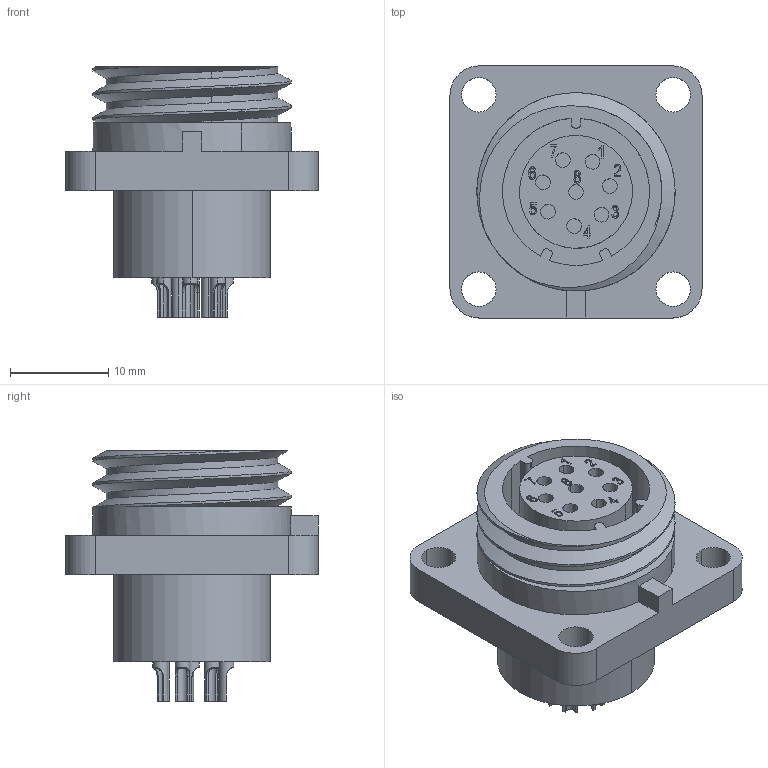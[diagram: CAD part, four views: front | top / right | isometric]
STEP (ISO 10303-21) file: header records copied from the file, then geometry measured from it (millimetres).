
FILE_DESCRIPTION (( 'STEP AP214' ), '1' );
FILE_NAME ('UAC16-8.STEP', '2023-07-22T07:30:43', ( '' ), ( '' ), 'SwSTEP 2.0', 'SolidWorks 2020', '' );
FILE_SCHEMA (( 'AUTOMOTIVE_DESIGN' ));
Length unit declared in the file: millimetre
Products named in the file (1): UAC16-8
Bounding box: 25.7 x 25.7 x 25.51 mm (x, y, z)
Volume: 6041.5 mm3; surface area: 4217.9 mm2
Topology: 1 solids, 1 shells, 277 faces, 732 edges, 488 vertices
Faces by surface type: plane 114, cylinder 95, bspline 68
Entity records: 12100 total; most frequent: CARTESIAN_POINT 4865, ORIENTED_EDGE 1466, DIRECTION 1084, EDGE_CURVE 733, VERTEX_POINT 489, AXIS2_PLACEMENT_3D 370, LINE 344, VECTOR 344
